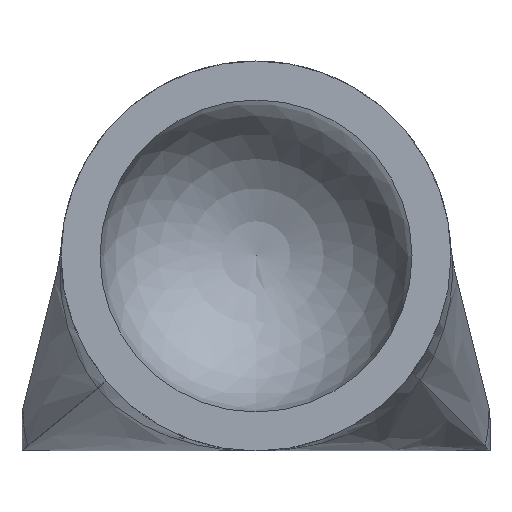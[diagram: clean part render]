
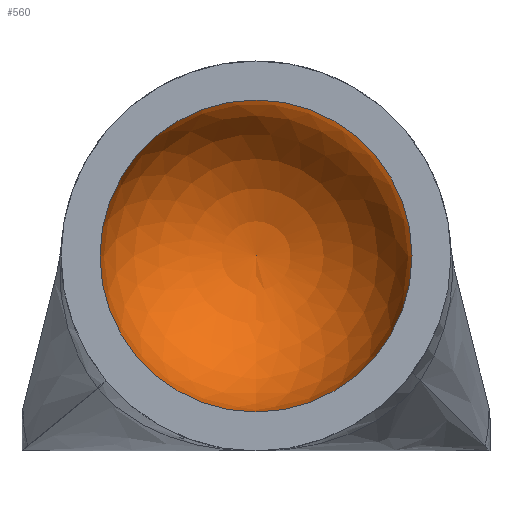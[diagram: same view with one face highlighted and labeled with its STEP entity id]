
A CAD part, front view. The second image highlights one B-rep face of the part: STEP entity #560.
In plain terms, the highlighted spherical face has radius 2.381 mm.
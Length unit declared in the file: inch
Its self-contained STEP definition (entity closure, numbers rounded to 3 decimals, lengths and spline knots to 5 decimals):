
#30=SPHERICAL_SURFACE($,#603,0.09375);
#135=FACE_OUTER_BOUND($,#173,.T.);
#173=EDGE_LOOP($,(#379));
#211=CIRCLE($,#604,0.09375);
#241=VERTEX_POINT($,#772);
#295=EDGE_CURVE($,#241,#241,#211,.T.);
#379=ORIENTED_EDGE($,*,*,#295,.F.);
#560=ADVANCED_FACE($,(#135),#30,.F.);
#603=AXIS2_PLACEMENT_3D($,#771,#659,#660);
#604=AXIS2_PLACEMENT_3D($,#773,#661,#662);
#659=DIRECTION('center_axis',(0.,1.,0.));
#660=DIRECTION('ref_axis',(0.,0.,-1.));
#661=DIRECTION('center_axis',(0.,1.,0.));
#662=DIRECTION('ref_axis',(-1.,0.,0.));
#771=CARTESIAN_POINT('Origin',(0.,-0.39849,
0.11719));
#772=CARTESIAN_POINT('',(0.09375,-0.39849,0.11719));
#773=CARTESIAN_POINT('Origin',(0.,-0.39849,
0.11719));
